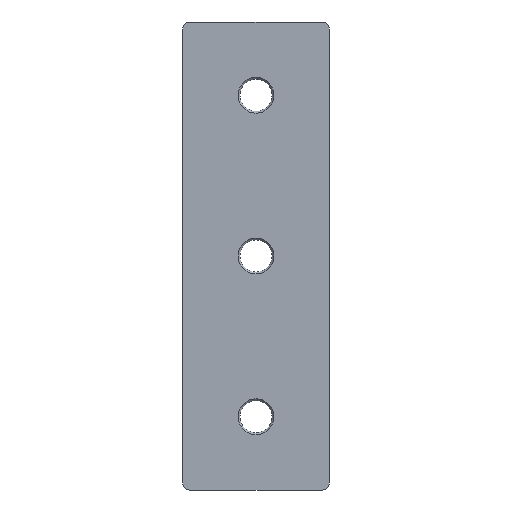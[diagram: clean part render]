
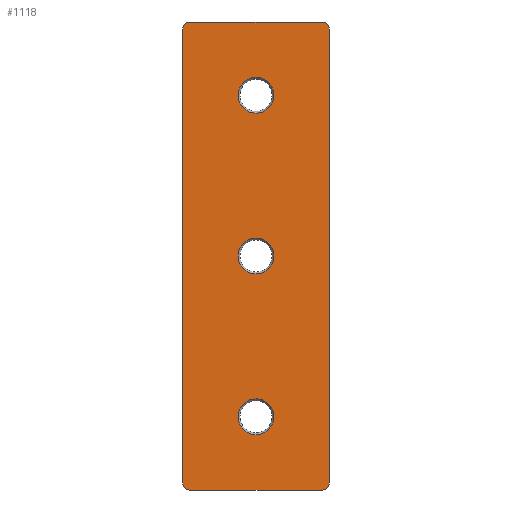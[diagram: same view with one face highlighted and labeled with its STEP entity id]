
A CAD part, front view. The second image highlights one B-rep face of the part: STEP entity #1118.
In plain terms, the highlighted planar face has unit normal (0, -1, 0).
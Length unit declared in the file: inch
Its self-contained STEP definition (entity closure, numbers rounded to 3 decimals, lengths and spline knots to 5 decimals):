
#3 = CARTESIAN_POINT ( 'NONE',  ( 0., 0., 0. ) ) ;
#18 = CARTESIAN_POINT ( 'NONE',  ( 0.72835, 0., 2.57874 ) ) ;
#25 = VERTEX_POINT ( 'NONE', #441 ) ;
#30 = AXIS2_PLACEMENT_3D ( 'NONE', #801, #819, #907 ) ;
#35 = EDGE_CURVE ( 'NONE', #25, #493, #166, .T. ) ;
#40 = CARTESIAN_POINT ( 'NONE',  ( 0., 0., -0.19685 ) ) ;
#51 = EDGE_CURVE ( 'NONE', #812, #782, #1098, .T. ) ;
#53 = DIRECTION ( 'NONE',  ( 0., 1., 0. ) ) ;
#56 = LINE ( 'NONE', #473, #315 ) ;
#63 = AXIS2_PLACEMENT_3D ( 'NONE', #696, #1129, #270 ) ;
#69 = EDGE_CURVE ( 'NONE', #569, #311, #72, .T. ) ;
#72 = CIRCLE ( 'NONE', #1042, 0.19685 ) ;
#74 = PLANE ( 'NONE',  #282 ) ;
#79 = DIRECTION ( 'NONE',  ( 0., 0., 1. ) ) ;
#110 = DIRECTION ( 'NONE',  ( 0., 1., 0. ) ) ;
#125 = VERTEX_POINT ( 'NONE', #284 ) ;
#127 = DIRECTION ( 'NONE',  ( 0., 0., -1. ) ) ;
#146 = CARTESIAN_POINT ( 'NONE',  ( -0.72835, 0., -2.5 ) ) ;
#151 = ORIENTED_EDGE ( 'NONE', *, *, #314, .F. ) ;
#154 = CIRCLE ( 'NONE', #571, 0.19685 ) ;
#156 = VERTEX_POINT ( 'NONE', #630 ) ;
#159 = LINE ( 'NONE', #1128, #281 ) ;
#166 = LINE ( 'NONE', #955, #924 ) ;
#174 = DIRECTION ( 'NONE',  ( 0., 0., -1. ) ) ;
#183 = ORIENTED_EDGE ( 'NONE', *, *, #587, .F. ) ;
#187 = CARTESIAN_POINT ( 'NONE',  ( 0.80709, 0., -2.5 ) ) ;
#223 = DIRECTION ( 'NONE',  ( 0., 0., -1. ) ) ;
#231 = EDGE_CURVE ( 'NONE', #311, #569, #154, .T. ) ;
#240 = FACE_BOUND ( 'NONE', #875, .T. ) ;
#253 = CARTESIAN_POINT ( 'NONE',  ( -0.80709, 0., 2.5 ) ) ;
#257 = CARTESIAN_POINT ( 'NONE',  ( 0., 0., -1.77165 ) ) ;
#269 = ORIENTED_EDGE ( 'NONE', *, *, #51, .F. ) ;
#270 = DIRECTION ( 'NONE',  ( 0., 0., -1. ) ) ;
#275 = DIRECTION ( 'NONE',  ( 0., 1., 0. ) ) ;
#280 = EDGE_CURVE ( 'NONE', #1018, #643, #56, .T. ) ;
#281 = VECTOR ( 'NONE', #770, 39.37008 ) ;
#282 = AXIS2_PLACEMENT_3D ( 'NONE', #662, #53, #79 ) ;
#284 = CARTESIAN_POINT ( 'NONE',  ( 0., 0., 1.9685 ) ) ;
#297 = AXIS2_PLACEMENT_3D ( 'NONE', #757, #821, #223 ) ;
#311 = VERTEX_POINT ( 'NONE', #1013 ) ;
#314 = EDGE_CURVE ( 'NONE', #493, #156, #992, .T. ) ;
#315 = VECTOR ( 'NONE', #1104, 39.37008 ) ;
#332 = CARTESIAN_POINT ( 'NONE',  ( -0.72835, 0., 2.5 ) ) ;
#336 = DIRECTION ( 'NONE',  ( 0., -1., 0. ) ) ;
#354 = AXIS2_PLACEMENT_3D ( 'NONE', #449, #275, #977 ) ;
#367 = DIRECTION ( 'NONE',  ( 0., 0., -1. ) ) ;
#371 = CIRCLE ( 'NONE', #1016, 0.19685 ) ;
#375 = ORIENTED_EDGE ( 'NONE', *, *, #481, .F. ) ;
#376 = DIRECTION ( 'NONE',  ( 1., 0., 0. ) ) ;
#386 = CARTESIAN_POINT ( 'NONE',  ( 0.80709, 0., 2.5 ) ) ;
#404 = ORIENTED_EDGE ( 'NONE', *, *, #35, .F. ) ;
#407 = DIRECTION ( 'NONE',  ( 0., 1., 0. ) ) ;
#413 = CARTESIAN_POINT ( 'NONE',  ( -0.72835, 0., 2.57874 ) ) ;
#423 = CARTESIAN_POINT ( 'NONE',  ( 0., 0., -1.9685 ) ) ;
#441 = CARTESIAN_POINT ( 'NONE',  ( 0.72835, 0., -2.57874 ) ) ;
#449 = CARTESIAN_POINT ( 'NONE',  ( 0.72835, 0., 2.5 ) ) ;
#473 = CARTESIAN_POINT ( 'NONE',  ( 0.80709, 0., 2.57874 ) ) ;
#481 = EDGE_CURVE ( 'NONE', #643, #25, #557, .T. ) ;
#493 = VERTEX_POINT ( 'NONE', #776 ) ;
#494 = FACE_BOUND ( 'NONE', #906, .T. ) ;
#524 = ORIENTED_EDGE ( 'NONE', *, *, #280, .F. ) ;
#528 = ORIENTED_EDGE ( 'NONE', *, *, #231, .F. ) ;
#549 = ORIENTED_EDGE ( 'NONE', *, *, #858, .F. ) ;
#553 = CARTESIAN_POINT ( 'NONE',  ( 0., 0., 0. ) ) ;
#557 = CIRCLE ( 'NONE', #63, 0.07874 ) ;
#569 = VERTEX_POINT ( 'NONE', #40 ) ;
#571 = AXIS2_PLACEMENT_3D ( 'NONE', #553, #898, #367 ) ;
#581 = VERTEX_POINT ( 'NONE', #18 ) ;
#587 = EDGE_CURVE ( 'NONE', #856, #860, #371, .T. ) ;
#589 = FACE_BOUND ( 'NONE', #880, .T. ) ;
#592 = AXIS2_PLACEMENT_3D ( 'NONE', #257, #336, #174 ) ;
#594 = DIRECTION ( 'NONE',  ( 0., 0., -1. ) ) ;
#603 = EDGE_CURVE ( 'NONE', #581, #1018, #756, .T. ) ;
#623 = CARTESIAN_POINT ( 'NONE',  ( 0., 0., -1.77165 ) ) ;
#628 = CARTESIAN_POINT ( 'NONE',  ( 0., 0., 1.5748 ) ) ;
#630 = CARTESIAN_POINT ( 'NONE',  ( -0.80709, 0., -2.5 ) ) ;
#638 = VERTEX_POINT ( 'NONE', #628 ) ;
#643 = VERTEX_POINT ( 'NONE', #187 ) ;
#645 = DIRECTION ( 'NONE',  ( 0., -1., 0. ) ) ;
#649 = CIRCLE ( 'NONE', #297, 0.19685 ) ;
#662 = CARTESIAN_POINT ( 'NONE',  ( -0.80709, 0., 2.57874 ) ) ;
#688 = DIRECTION ( 'NONE',  ( 0., -1., 0. ) ) ;
#696 = CARTESIAN_POINT ( 'NONE',  ( 0.72835, 0., -2.5 ) ) ;
#697 = DIRECTION ( 'NONE',  ( 0., 0., -1. ) ) ;
#736 = ORIENTED_EDGE ( 'NONE', *, *, #1084, .F. ) ;
#739 = CIRCLE ( 'NONE', #30, 0.19685 ) ;
#751 = ORIENTED_EDGE ( 'NONE', *, *, #603, .F. ) ;
#756 = CIRCLE ( 'NONE', #354, 0.07874 ) ;
#757 = CARTESIAN_POINT ( 'NONE',  ( 0., 0., 1.77165 ) ) ;
#770 = DIRECTION ( 'NONE',  ( 0., 0., 1. ) ) ;
#776 = CARTESIAN_POINT ( 'NONE',  ( -0.72835, 0., -2.57874 ) ) ;
#782 = VERTEX_POINT ( 'NONE', #413 ) ;
#792 = EDGE_CURVE ( 'NONE', #125, #638, #649, .T. ) ;
#796 = EDGE_LOOP ( 'NONE', ( #375, #524, #751, #1095, #269, #853, #151, #404 ) ) ;
#801 = CARTESIAN_POINT ( 'NONE',  ( 0., 0., 1.77165 ) ) ;
#812 = VERTEX_POINT ( 'NONE', #253 ) ;
#814 = EDGE_CURVE ( 'NONE', #156, #812, #159, .T. ) ;
#819 = DIRECTION ( 'NONE',  ( 0., -1., 0. ) ) ;
#821 = DIRECTION ( 'NONE',  ( 0., -1., 0. ) ) ;
#843 = CIRCLE ( 'NONE', #592, 0.19685 ) ;
#853 = ORIENTED_EDGE ( 'NONE', *, *, #814, .F. ) ;
#856 = VERTEX_POINT ( 'NONE', #423 ) ;
#858 = EDGE_CURVE ( 'NONE', #860, #856, #843, .T. ) ;
#860 = VERTEX_POINT ( 'NONE', #1116 ) ;
#868 = ORIENTED_EDGE ( 'NONE', *, *, #792, .F. ) ;
#875 = EDGE_LOOP ( 'NONE', ( #183, #549 ) ) ;
#880 = EDGE_LOOP ( 'NONE', ( #736, #868 ) ) ;
#884 = DIRECTION ( 'NONE',  ( -1., 0., 0. ) ) ;
#898 = DIRECTION ( 'NONE',  ( 0., -1., 0. ) ) ;
#903 = LINE ( 'NONE', #1102, #1058 ) ;
#906 = EDGE_LOOP ( 'NONE', ( #975, #528 ) ) ;
#907 = DIRECTION ( 'NONE',  ( 0., 0., -1. ) ) ;
#924 = VECTOR ( 'NONE', #884, 39.37008 ) ;
#930 = FACE_OUTER_BOUND ( 'NONE', #796, .T. ) ;
#955 = CARTESIAN_POINT ( 'NONE',  ( -0.80709, 0., -2.57874 ) ) ;
#975 = ORIENTED_EDGE ( 'NONE', *, *, #69, .F. ) ;
#977 = DIRECTION ( 'NONE',  ( 0., 0., -1. ) ) ;
#992 = CIRCLE ( 'NONE', #1036, 0.07874 ) ;
#1013 = CARTESIAN_POINT ( 'NONE',  ( 0., 0., 0.19685 ) ) ;
#1016 = AXIS2_PLACEMENT_3D ( 'NONE', #623, #645, #127 ) ;
#1018 = VERTEX_POINT ( 'NONE', #386 ) ;
#1033 = EDGE_CURVE ( 'NONE', #782, #581, #903, .T. ) ;
#1036 = AXIS2_PLACEMENT_3D ( 'NONE', #146, #407, #594 ) ;
#1042 = AXIS2_PLACEMENT_3D ( 'NONE', #3, #688, #1045 ) ;
#1045 = DIRECTION ( 'NONE',  ( 0., 0., -1. ) ) ;
#1058 = VECTOR ( 'NONE', #376, 39.37008 ) ;
#1063 = AXIS2_PLACEMENT_3D ( 'NONE', #332, #110, #697 ) ;
#1084 = EDGE_CURVE ( 'NONE', #638, #125, #739, .T. ) ;
#1095 = ORIENTED_EDGE ( 'NONE', *, *, #1033, .F. ) ;
#1098 = CIRCLE ( 'NONE', #1063, 0.07874 ) ;
#1102 = CARTESIAN_POINT ( 'NONE',  ( -0.80709, 0., 2.57874 ) ) ;
#1104 = DIRECTION ( 'NONE',  ( 0., 0., -1. ) ) ;
#1116 = CARTESIAN_POINT ( 'NONE',  ( 0., 0., -1.5748 ) ) ;
#1118 = ADVANCED_FACE ( 'NONE', ( #930, #494, #240, #589 ), #74, .F. ) ;
#1128 = CARTESIAN_POINT ( 'NONE',  ( -0.80709, 0., 2.57874 ) ) ;
#1129 = DIRECTION ( 'NONE',  ( 0., 1., 0. ) ) ;
